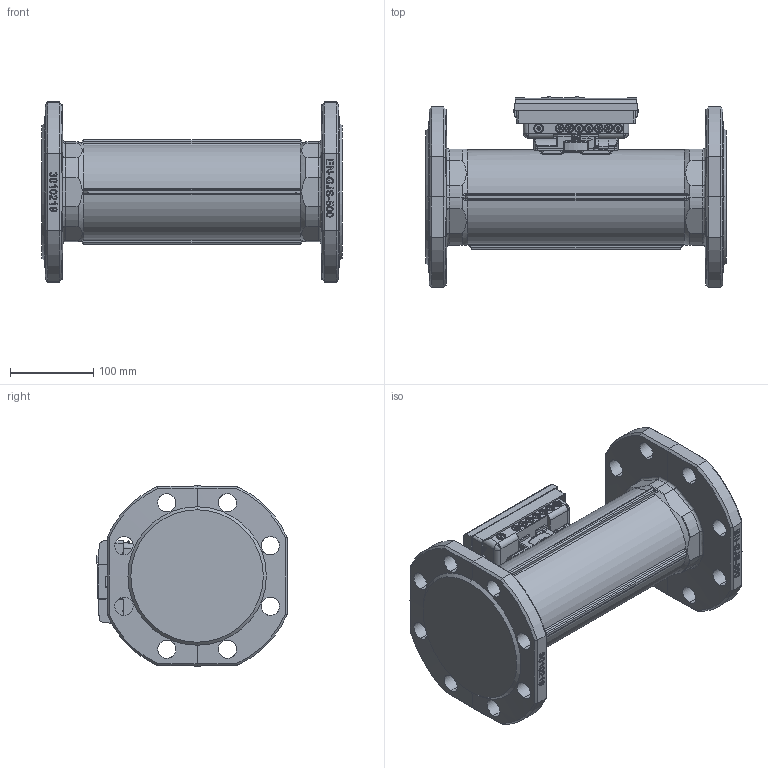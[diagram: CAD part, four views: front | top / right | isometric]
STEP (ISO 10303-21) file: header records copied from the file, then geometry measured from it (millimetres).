
FILE_DESCRIPTION (( 'STEP AP203' ), '1' );
FILE_NAME ('SHARKY775_DN100_360_FL_iron.step', '2016-07-24T13:49:24', ( 'Anwender' ), ( 'HYDROMETER GmbH' ), 'SwSTEP 2.0', 'SolidWorks 2014', '' );
FILE_SCHEMA (( 'CONFIG_CONTROL_DESIGN' ));
Products named in the file (1): SHARKY775_DN100_360_FL_iron
Bounding box: 360 x 228.3 x 216 mm (x, y, z)
Volume: 5561976.7 mm3; surface area: 375702.8 mm2
Topology: 2 solids, 4 shells, 3388 faces, 9114 edges, 5954 vertices
Faces by surface type: plane 1972, cylinder 667, bspline 540, cone 137, torus 66, sphere 6
Entity records: 140193 total; most frequent: CARTESIAN_POINT 59822, ORIENTED_EDGE 18212, DIRECTION 14172, EDGE_CURVE 9106, VERTEX_POINT 5954, LINE 5922, VECTOR 5922, AXIS2_PLACEMENT_3D 4125
